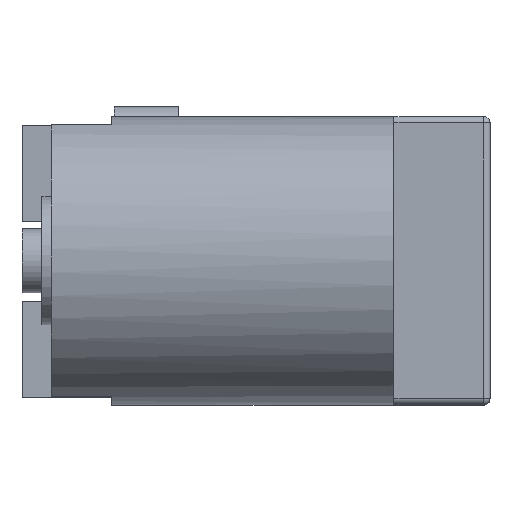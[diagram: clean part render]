
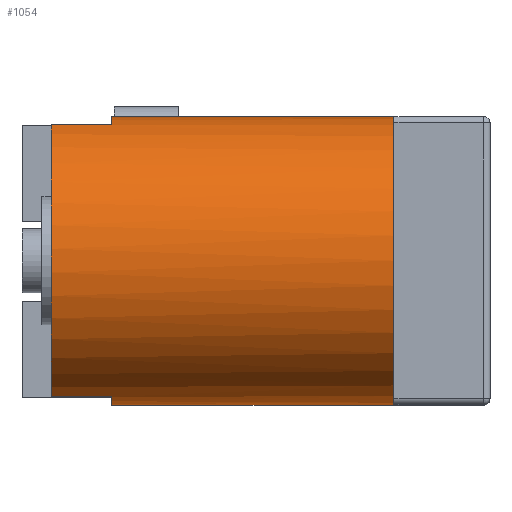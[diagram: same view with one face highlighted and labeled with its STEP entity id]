
A CAD part, top view. The second image highlights one B-rep face of the part: STEP entity #1054.
In plain terms, the highlighted cylindrical face has radius 4.5 mm (diameter 9 mm), a partial arc.
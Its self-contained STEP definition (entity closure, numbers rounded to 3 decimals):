
#106=LINE('',#1692,#203);
#117=LINE('',#1714,#214);
#118=LINE('',#1719,#215);
#119=LINE('',#1725,#216);
#203=VECTOR('',#1374,1.);
#214=VECTOR('',#1387,1.);
#215=VECTOR('',#1392,1.);
#216=VECTOR('',#1397,1.);
#264=CYLINDRICAL_SURFACE('',#1157,4.5);
#304=FACE_OUTER_BOUND('',#372,.T.);
#372=EDGE_LOOP('',(#841,#842,#843,#844,#845,#846,#847,#848,#849));
#434=CIRCLE('',#1158,4.5);
#435=CIRCLE('',#1159,4.5);
#436=CIRCLE('',#1160,4.5);
#437=CIRCLE('',#1161,4.5);
#438=CIRCLE('',#1162,4.5);
#510=VERTEX_POINT('',#1690);
#511=VERTEX_POINT('',#1691);
#516=VERTEX_POINT('',#1703);
#521=VERTEX_POINT('',#1712);
#522=VERTEX_POINT('',#1716);
#523=VERTEX_POINT('',#1718);
#524=VERTEX_POINT('',#1720);
#525=VERTEX_POINT('',#1722);
#526=VERTEX_POINT('',#1724);
#627=EDGE_CURVE('',#510,#511,#106,.T.);
#638=EDGE_CURVE('',#516,#521,#117,.T.);
#639=EDGE_CURVE('',#522,#521,#434,.T.);
#640=EDGE_CURVE('',#522,#523,#118,.F.);
#641=EDGE_CURVE('',#523,#524,#435,.T.);
#642=EDGE_CURVE('',#524,#525,#436,.T.);
#643=EDGE_CURVE('',#526,#525,#119,.F.);
#644=EDGE_CURVE('',#511,#526,#437,.T.);
#645=EDGE_CURVE('',#510,#516,#438,.F.);
#841=ORIENTED_EDGE('',*,*,#638,.T.);
#842=ORIENTED_EDGE('',*,*,#639,.F.);
#843=ORIENTED_EDGE('',*,*,#640,.T.);
#844=ORIENTED_EDGE('',*,*,#641,.T.);
#845=ORIENTED_EDGE('',*,*,#642,.T.);
#846=ORIENTED_EDGE('',*,*,#643,.F.);
#847=ORIENTED_EDGE('',*,*,#644,.F.);
#848=ORIENTED_EDGE('',*,*,#627,.F.);
#849=ORIENTED_EDGE('',*,*,#645,.T.);
#1054=ADVANCED_FACE('',(#304),#264,.T.);
#1157=AXIS2_PLACEMENT_3D('',#1715,#1388,#1389);
#1158=AXIS2_PLACEMENT_3D('',#1717,#1390,#1391);
#1159=AXIS2_PLACEMENT_3D('',#1721,#1393,#1394);
#1160=AXIS2_PLACEMENT_3D('',#1723,#1395,#1396);
#1161=AXIS2_PLACEMENT_3D('',#1726,#1398,#1399);
#1162=AXIS2_PLACEMENT_3D('',#1727,#1400,#1401);
#1374=DIRECTION('',(1.,0.,0.));
#1387=DIRECTION('',(1.,0.,0.));
#1388=DIRECTION('center_axis',(-1.,0.,0.));
#1389=DIRECTION('ref_axis',(0.,-1.,0.));
#1390=DIRECTION('center_axis',(-1.,0.,0.));
#1391=DIRECTION('ref_axis',(0.,1.,0.));
#1392=DIRECTION('',(-1.,0.,0.));
#1393=DIRECTION('center_axis',(-1.,0.,0.));
#1394=DIRECTION('ref_axis',(0.,1.,0.));
#1395=DIRECTION('center_axis',(-1.,0.,0.));
#1396=DIRECTION('ref_axis',(0.,1.,0.));
#1397=DIRECTION('',(-1.,0.,0.));
#1398=DIRECTION('center_axis',(-1.,0.,0.));
#1399=DIRECTION('ref_axis',(0.,1.,0.));
#1400=DIRECTION('center_axis',(-1.,0.,0.));
#1401=DIRECTION('ref_axis',(0.,1.,0.));
#1690=CARTESIAN_POINT('',(-13.7,8.75,7.979));
#1691=CARTESIAN_POINT('',(-11.82,8.75,7.979));
#1692=CARTESIAN_POINT('',(-12.76,8.75,7.979));
#1703=CARTESIAN_POINT('',(-13.7,0.25,7.979));
#1712=CARTESIAN_POINT('',(-11.82,0.25,7.979));
#1714=CARTESIAN_POINT('',(-12.76,0.25,7.979));
#1715=CARTESIAN_POINT('Origin',(-8.81,4.5,6.5));
#1716=CARTESIAN_POINT('',(-11.82,0.,6.5));
#1717=CARTESIAN_POINT('Origin',(-11.82,4.5,6.5));
#1718=CARTESIAN_POINT('',(-3.,0.,6.5));
#1719=CARTESIAN_POINT('',(-8.81,0.,6.5));
#1720=CARTESIAN_POINT('',(-3.,4.5,11.));
#1721=CARTESIAN_POINT('Origin',(-3.,4.5,6.5));
#1722=CARTESIAN_POINT('',(-3.,9.,6.5));
#1723=CARTESIAN_POINT('Origin',(-3.,4.5,6.5));
#1724=CARTESIAN_POINT('',(-11.82,9.,6.5));
#1725=CARTESIAN_POINT('',(-8.81,9.,6.5));
#1726=CARTESIAN_POINT('Origin',(-11.82,4.5,6.5));
#1727=CARTESIAN_POINT('Origin',(-13.7,4.5,6.5));
